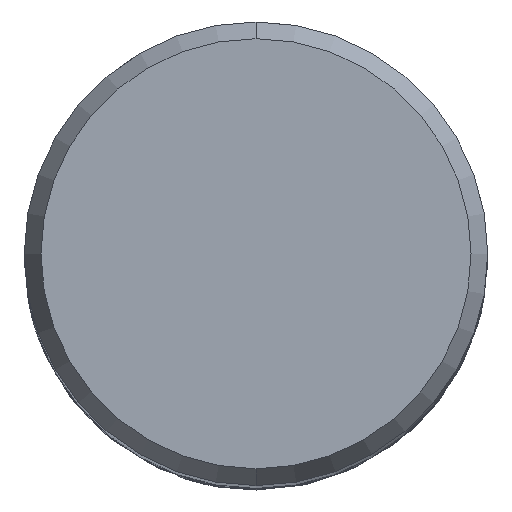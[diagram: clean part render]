
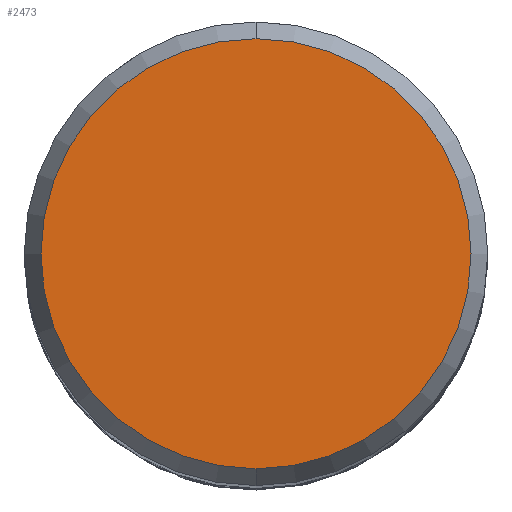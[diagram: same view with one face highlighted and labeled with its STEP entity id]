
A CAD part, top view. The second image highlights one B-rep face of the part: STEP entity #2473.
In plain terms, the highlighted planar face has unit normal (0, 0, 1).
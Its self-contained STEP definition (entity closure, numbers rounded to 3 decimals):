
#1071=EDGE_CURVE('',#2703,#1367,#3158,.T.);
#1367=VERTEX_POINT('',#3474);
#2305=EDGE_CURVE('',#1367,#2703,#4499,.T.);
#2473=ADVANCED_FACE('',(#4679),#4680,.T.);
#2703=VERTEX_POINT('',#4933);
#3158=CIRCLE('',#5425,7.423);
#3474=CARTESIAN_POINT('',(0.,-7.423,0.0));
#4499=CIRCLE('',#19222,7.423);
#4679=FACE_OUTER_BOUND('',#20421,.T.);
#4680=PLANE('',#20422);
#4933=CARTESIAN_POINT('',(0.0,7.423,0.0));
#5425=AXIS2_PLACEMENT_3D('',#26748,#26749,#26750);
#19222=AXIS2_PLACEMENT_3D('',#28107,#28108,#28109);
#20421=EDGE_LOOP('',(#28283,#28284));
#20422=AXIS2_PLACEMENT_3D('',#28285,#28286,#28287);
#26748=CARTESIAN_POINT('',(0.0,0.0,0.0));
#26749=DIRECTION('',(0.0,0.0,-1.0));
#26750=DIRECTION('',(0.0,1.0,0.0));
#28107=CARTESIAN_POINT('',(0.0,0.0,0.0));
#28108=DIRECTION('',(0.0,0.0,-1.0));
#28109=DIRECTION('',(0.0,1.0,0.0));
#28283=ORIENTED_EDGE('',*,*,#1071,.F.);
#28284=ORIENTED_EDGE('',*,*,#2305,.F.);
#28285=CARTESIAN_POINT('',(0.0,3.711,0.0));
#28286=DIRECTION('',(-0.0,0.0,1.0));
#28287=DIRECTION('',(0.0,-1.0,0.0));
